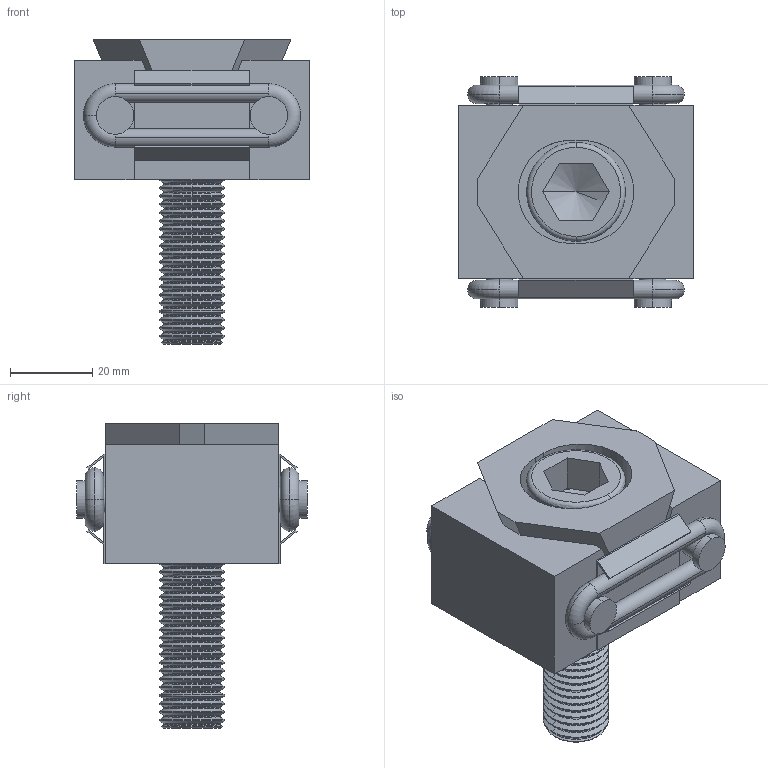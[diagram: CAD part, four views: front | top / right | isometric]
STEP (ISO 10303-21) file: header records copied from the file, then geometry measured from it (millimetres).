
FILE_DESCRIPTION(('STEP AP214'),'1');
FILE_NAME(' ',' ',('TraceParts'),('TraceParts S.A.'),'XStep 1.0',' ',' ');
FILE_SCHEMA(('automotive_design'));
Length unit declared in the file: millimetre
Products named in the file (11): 1; 2; 3; 4; 5; 6; 7; 8; 9; 10; 11
Bounding box: 57 x 56 x 74 mm (x, y, z)
Volume: 84768.5 mm3; surface area: 30645.1 mm2
Topology: 11 solids, 11 shells, 355 faces, 824 edges, 493 vertices
Faces by surface type: torus 102, cone 92, plane 85, cylinder 76
Entity records: 19872 total; most frequent: DIRECTION 2042, CARTESIAN_POINT 1842, STYLED_ITEM 1670, PRESENTATION_STYLE_ASSIGNMENT 1670, COLOUR_RGB 1670, ORIENTED_EDGE 1644, AXIS2_PLACEMENT_3D 856, EDGE_CURVE 822
